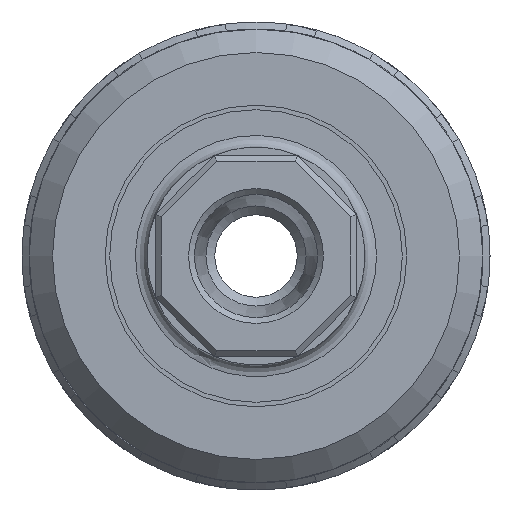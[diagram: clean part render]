
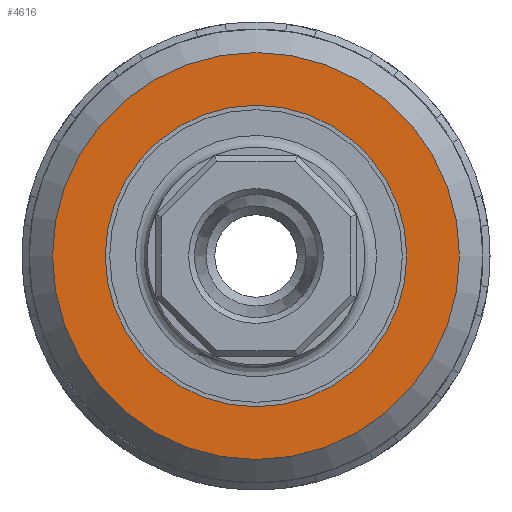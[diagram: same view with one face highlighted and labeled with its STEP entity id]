
A CAD part, front view. The second image highlights one B-rep face of the part: STEP entity #4616.
In plain terms, the highlighted face is planar.
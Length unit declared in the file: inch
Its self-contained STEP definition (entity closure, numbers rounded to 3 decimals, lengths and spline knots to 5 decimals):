
#2687=CARTESIAN_POINT('',(10.76433,-7.95644,1.35076));
#2688=VERTEX_POINT('',#2687);
#2689=CARTESIAN_POINT('',(9.02933,-7.95644,1.35076));
#2690=DIRECTION('',(0.0,0.0,1.0));
#2691=DIRECTION('',(-1.0,0.0,0.0));
#2692=AXIS2_PLACEMENT_3D('',#2689,#2690,#2691);
#2693=CIRCLE('',#2692,1.735);
#2694=EDGE_CURVE('',#2688,#2688,#2693,.T.);
#2715=CARTESIAN_POINT('',(10.31433,-7.95644,1.35076));
#2716=VERTEX_POINT('',#2715);
#2717=CARTESIAN_POINT('',(9.02933,-7.95644,1.35076));
#2718=DIRECTION('',(0.0,0.0,1.0));
#2719=DIRECTION('',(-1.0,0.0,0.0));
#2720=AXIS2_PLACEMENT_3D('',#2717,#2718,#2719);
#2721=CIRCLE('',#2720,1.285);
#2722=EDGE_CURVE('',#2716,#2716,#2721,.T.);
#4605=CARTESIAN_POINT('',(9.02933,-6.22144,1.35076));
#4606=DIRECTION('',(0.0,0.0,-1.0));
#4607=DIRECTION('',(-1.0,0.0,0.0));
#4608=AXIS2_PLACEMENT_3D('',#4605,#4606,#4607);
#4609=PLANE('',#4608);
#4610=ORIENTED_EDGE('',*,*,#2694,.F.);
#4611=EDGE_LOOP('',(#4610));
#4612=FACE_OUTER_BOUND('',#4611,.T.);
#4613=ORIENTED_EDGE('',*,*,#2722,.T.);
#4614=EDGE_LOOP('',(#4613));
#4615=FACE_BOUND('',#4614,.T.);
#4616=ADVANCED_FACE('',(#4612,#4615),#4609,.T.);
